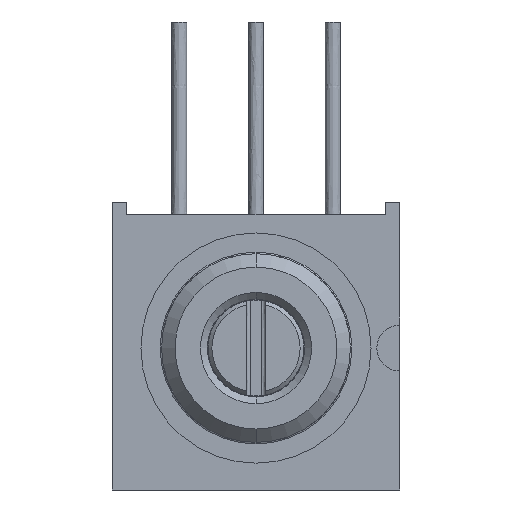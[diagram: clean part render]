
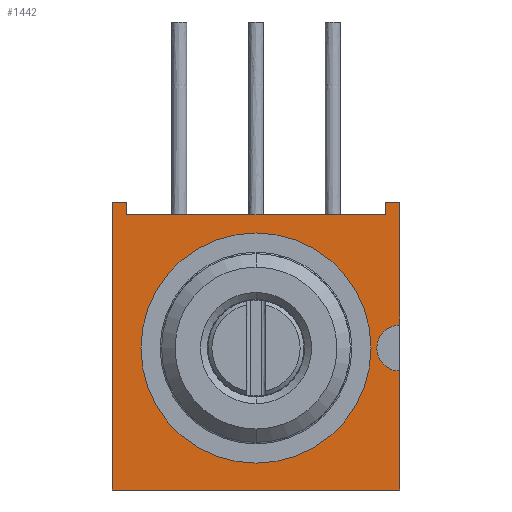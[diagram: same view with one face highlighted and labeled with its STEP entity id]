
A CAD part, front view. The second image highlights one B-rep face of the part: STEP entity #1442.
In plain terms, the highlighted free-form (B-spline) face has degree [1, 1] with [2, 2] control points.
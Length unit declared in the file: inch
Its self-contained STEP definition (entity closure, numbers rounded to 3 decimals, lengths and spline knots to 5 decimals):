
#16=CARTESIAN_POINT('',(0.1875,-0.232,0.));
#17=DIRECTION('',(0.,-1.,0.));
#18=DIRECTION('',(0.,0.,1.));
#19=AXIS2_PLACEMENT_3D('',#16,#17,#18);
#25=DIRECTION('',(0.,0.,1.));
#26=VECTOR('',#25,0.155);
#27=CARTESIAN_POINT('',(0.1875,-0.232,-0.185));
#28=LINE('',#27,#26);
#32=DIRECTION('',(1.,0.,0.));
#33=VECTOR('',#32,0.375);
#34=CARTESIAN_POINT('',(-0.1875,-0.232,-0.185));
#35=LINE('',#34,#33);
#39=DIRECTION('',(0.,0.,-1.));
#40=VECTOR('',#39,0.375);
#41=CARTESIAN_POINT('',(-0.1875,-0.232,0.19));
#42=LINE('',#41,#40);
#46=DIRECTION('',(-1.,0.,0.));
#47=VECTOR('',#46,0.019);
#48=CARTESIAN_POINT('',(-0.1685,-0.232,0.19));
#49=LINE('',#48,#47);
#53=DIRECTION('',(0.,0.,-1.));
#54=VECTOR('',#53,0.016);
#55=CARTESIAN_POINT('',(-0.1685,-0.232,0.19));
#56=LINE('',#55,#54);
#60=DIRECTION('',(-1.,0.,0.));
#61=VECTOR('',#60,0.337);
#62=CARTESIAN_POINT('',(0.1685,-0.232,0.174));
#63=LINE('',#62,#61);
#67=DIRECTION('',(0.,0.,-1.));
#68=VECTOR('',#67,0.016);
#69=CARTESIAN_POINT('',(0.1685,-0.232,0.19));
#70=LINE('',#69,#68);
#74=DIRECTION('',(-1.,0.,0.));
#75=VECTOR('',#74,0.019);
#76=CARTESIAN_POINT('',(0.1875,-0.232,0.19));
#77=LINE('',#76,#75);
#81=DIRECTION('',(0.,0.,1.));
#82=VECTOR('',#81,0.16);
#83=CARTESIAN_POINT('',(0.1875,-0.232,0.03));
#84=LINE('',#83,#82);
#88=CARTESIAN_POINT('',(0.,-0.232,0.));
#89=DIRECTION('',(0.,1.,0.));
#90=DIRECTION('',(0.,0.,-1.));
#91=AXIS2_PLACEMENT_3D('',#88,#89,#90);
#96=CARTESIAN_POINT('',(0.,-0.232,0.));
#97=DIRECTION('',(0.,1.,0.));
#98=DIRECTION('',(0.,0.,1.));
#99=AXIS2_PLACEMENT_3D('',#96,#97,#98);
#1209=CARTESIAN_POINT('',(-0.1875,-0.232,-0.185));
#1210=CARTESIAN_POINT('',(0.1875,-0.232,-0.185));
#1211=VERTEX_POINT('',#1209);
#1212=VERTEX_POINT('',#1210);
#1213=CARTESIAN_POINT('',(-0.1875,-0.232,0.19));
#1214=VERTEX_POINT('',#1213);
#1215=CARTESIAN_POINT('',(-0.1685,-0.232,0.19));
#1216=CARTESIAN_POINT('',(-0.1685,-0.232,0.174));
#1217=VERTEX_POINT('',#1215);
#1218=VERTEX_POINT('',#1216);
#1219=CARTESIAN_POINT('',(0.1685,-0.232,0.19));
#1220=CARTESIAN_POINT('',(0.1685,-0.232,0.174));
#1221=VERTEX_POINT('',#1219);
#1222=VERTEX_POINT('',#1220);
#1223=CARTESIAN_POINT('',(0.1875,-0.232,0.19));
#1224=VERTEX_POINT('',#1223);
#1293=CARTESIAN_POINT('',(0.1875,-0.232,0.03));
#1294=CARTESIAN_POINT('',(0.1875,-0.232,-0.03));
#1295=VERTEX_POINT('',#1293);
#1296=VERTEX_POINT('',#1294);
#1337=CARTESIAN_POINT('',(0.,-0.232,-0.15));
#1338=CARTESIAN_POINT('',(0.,-0.232,0.15));
#1339=VERTEX_POINT('',#1337);
#1340=VERTEX_POINT('',#1338);
#1409=CARTESIAN_POINT('',(0.195,-0.232,0.1975));
#1410=CARTESIAN_POINT('',(0.195,-0.232,-0.1925));
#1411=CARTESIAN_POINT('',(-0.195,-0.232,0.1975));
#1412=CARTESIAN_POINT('',(-0.195,-0.232,-0.1925));
#1413=B_SPLINE_SURFACE_WITH_KNOTS('',1,1,((#1409,#1410),(#1411,#1412)),
.UNSPECIFIED.,.F.,.F.,.F.,(2,2),(2,2),(-0.195,0.195),(-0.1975,0.1925),
.UNSPECIFIED.);
#1415=ORIENTED_EDGE('',*,*,#1414,.T.);
#1417=ORIENTED_EDGE('',*,*,#1416,.F.);
#1419=ORIENTED_EDGE('',*,*,#1418,.F.);
#1421=ORIENTED_EDGE('',*,*,#1420,.F.);
#1423=ORIENTED_EDGE('',*,*,#1422,.F.);
#1425=ORIENTED_EDGE('',*,*,#1424,.T.);
#1427=ORIENTED_EDGE('',*,*,#1426,.F.);
#1429=ORIENTED_EDGE('',*,*,#1428,.F.);
#1431=ORIENTED_EDGE('',*,*,#1430,.F.);
#1433=ORIENTED_EDGE('',*,*,#1432,.F.);
#1434=EDGE_LOOP('',(#1415,#1417,#1419,#1421,#1423,#1425,#1427,#1429,#1431,
#1433));
#1435=FACE_OUTER_BOUND('',#1434,.F.);
#1437=ORIENTED_EDGE('',*,*,#1436,.F.);
#1439=ORIENTED_EDGE('',*,*,#1438,.F.);
#1440=EDGE_LOOP('',(#1437,#1439));
#1441=FACE_BOUND('',#1440,.F.);
#1442=ADVANCED_FACE('',(#1435,#1441),#1413,.T.);
#20=CIRCLE('',#19,0.03);
#92=CIRCLE('',#91,0.15);
#100=CIRCLE('',#99,0.15);
#1414=EDGE_CURVE('',#1295,#1296,#20,.T.);
#1416=EDGE_CURVE('',#1212,#1296,#28,.T.);
#1418=EDGE_CURVE('',#1211,#1212,#35,.T.);
#1420=EDGE_CURVE('',#1214,#1211,#42,.T.);
#1422=EDGE_CURVE('',#1217,#1214,#49,.T.);
#1424=EDGE_CURVE('',#1217,#1218,#56,.T.);
#1426=EDGE_CURVE('',#1222,#1218,#63,.T.);
#1428=EDGE_CURVE('',#1221,#1222,#70,.T.);
#1430=EDGE_CURVE('',#1224,#1221,#77,.T.);
#1432=EDGE_CURVE('',#1295,#1224,#84,.T.);
#1436=EDGE_CURVE('',#1339,#1340,#92,.T.);
#1438=EDGE_CURVE('',#1340,#1339,#100,.T.);
